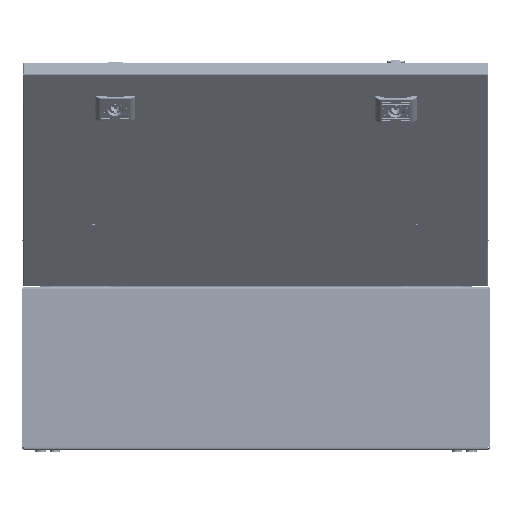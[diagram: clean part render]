
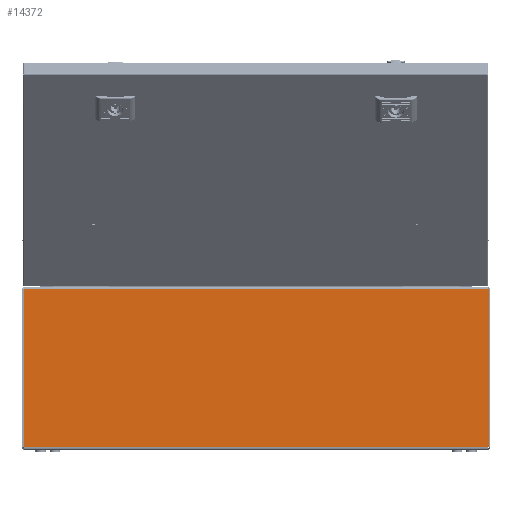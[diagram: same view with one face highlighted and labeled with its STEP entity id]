
A CAD part, front view. The second image highlights one B-rep face of the part: STEP entity #14372.
In plain terms, the highlighted planar face has unit normal (0, -1, 0).
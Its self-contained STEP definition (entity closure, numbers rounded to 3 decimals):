
#4855 = EDGE_CURVE ( 'NONE', #116845, #122747, #147842, .T. ) ;
#4857 = EDGE_CURVE ( 'NONE', #122958, #122729, #147850, .T. ) ;
#4859 = EDGE_CURVE ( 'NONE', #122747, #122729, #147851, .T. ) ;
#4864 = EDGE_CURVE ( 'NONE', #116845, #122958, #147854, .T. ) ;
#14372 = ADVANCED_FACE ( 'NONE', ( #132986 ), #132987, .F. ) ;
#26111 = AXIS2_PLACEMENT_3D ( 'NONE', #132982, #132989, #132990 ) ;
#45258 = CARTESIAN_POINT ( 'NONE',  ( -248.4, -150., 170.5 ) ) ;
#45269 = CARTESIAN_POINT ( 'NONE',  ( 248.4, -150., 170.5 ) ) ;
#45401 = CARTESIAN_POINT ( 'NONE',  ( -248.4, -150., 1.5 ) ) ;
#116845 = VERTEX_POINT ( 'NONE', #139501 ) ;
#122729 = VERTEX_POINT ( 'NONE', #45258 ) ;
#122747 = VERTEX_POINT ( 'NONE', #45269 ) ;
#122958 = VERTEX_POINT ( 'NONE', #45401 ) ;
#126886 = EDGE_LOOP ( 'NONE', ( #135674, #135676, #135678, #135680 ) ) ;
#132982 = CARTESIAN_POINT ( 'NONE',  ( -248.5, -150., 172. ) ) ;
#132986 = FACE_OUTER_BOUND ( 'NONE', #126886, .T. ) ;
#132987 = PLANE ( 'NONE',  #26111 ) ;
#132989 = DIRECTION ( 'NONE',  ( 0., 1., 0. ) ) ;
#132990 = DIRECTION ( 'NONE',  ( 0., 0., 1. ) ) ;
#135674 = ORIENTED_EDGE ( 'NONE', *, *, #4859, .T. ) ;
#135676 = ORIENTED_EDGE ( 'NONE', *, *, #4857, .F. ) ;
#135678 = ORIENTED_EDGE ( 'NONE', *, *, #4864, .F. ) ;
#135680 = ORIENTED_EDGE ( 'NONE', *, *, #4855, .T. ) ;
#139501 = CARTESIAN_POINT ( 'NONE',  ( 248.4, -150., 1.5 ) ) ;
#147842 = LINE ( 'NONE', #147853, #149697 ) ;
#147850 = LINE ( 'NONE', #147856, #149694 ) ;
#147851 = LINE ( 'NONE', #147859, #150503 ) ;
#147853 = CARTESIAN_POINT ( 'NONE',  ( 248.4, -150., 1.5 ) ) ;
#147854 = LINE ( 'NONE', #147865, #149708 ) ;
#147855 = DIRECTION ( 'NONE',  ( 0., 0., 1. ) ) ;
#147856 = CARTESIAN_POINT ( 'NONE',  ( -248.4, -150., 1.5 ) ) ;
#147858 = DIRECTION ( 'NONE',  ( 0., 0., 1. ) ) ;
#147859 = CARTESIAN_POINT ( 'NONE',  ( 247.793, -150., 170.5 ) ) ;
#147860 = DIRECTION ( 'NONE',  ( -1., 0., 0. ) ) ;
#147865 = CARTESIAN_POINT ( 'NONE',  ( -248.5, -150., 1.5 ) ) ;
#147867 = DIRECTION ( 'NONE',  ( -1., 0., 0. ) ) ;
#149694 = VECTOR ( 'NONE', #147858, 1000. ) ;
#149697 = VECTOR ( 'NONE', #147855, 1000. ) ;
#149708 = VECTOR ( 'NONE', #147867, 1000. ) ;
#150503 = VECTOR ( 'NONE', #147860, 1000. ) ;
